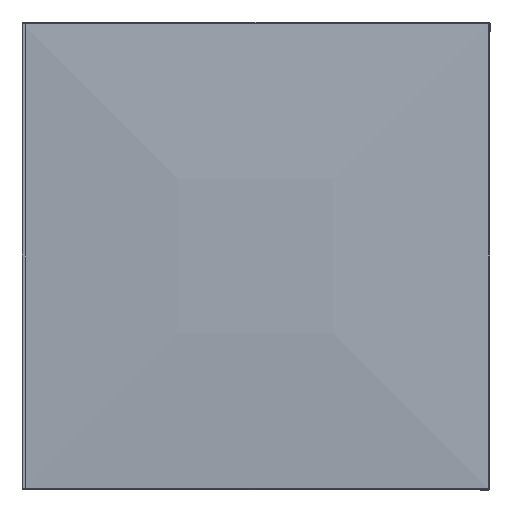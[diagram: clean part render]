
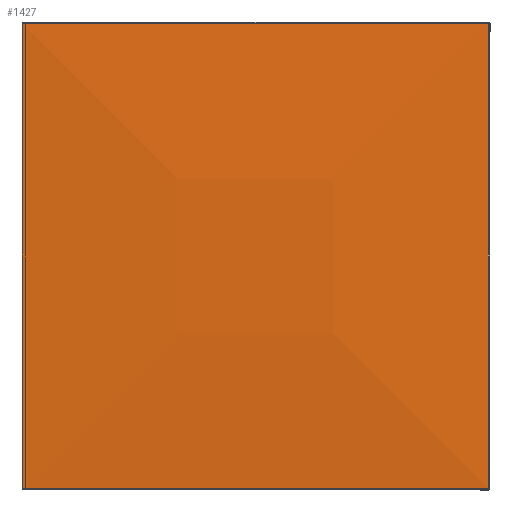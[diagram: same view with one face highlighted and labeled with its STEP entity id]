
A CAD part, left-side view. The second image highlights one B-rep face of the part: STEP entity #1427.
In plain terms, the highlighted free-form (B-spline) face has degree [3, 3] with [4, 4] control points.
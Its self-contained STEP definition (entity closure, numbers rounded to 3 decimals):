
#23 = CARTESIAN_POINT ( 'NONE',  ( -1., 0.208, 1.25 ) ) ;
#50 = CARTESIAN_POINT ( 'NONE',  ( -1.044, -0.208, 0.417 ) ) ;
#53 = CARTESIAN_POINT ( 'NONE',  ( -1., 0.625, 1.245 ) ) ;
#150 = CARTESIAN_POINT ( 'NONE',  ( -1., 0.208, 0. ) ) ;
#184 = EDGE_LOOP ( 'NONE', ( #761, #401, #328, #1180 ) ) ;
#262 = EDGE_CURVE ( 'NONE', #1543, #1774, #1129, .T. ) ;
#315 = CARTESIAN_POINT ( 'NONE',  ( -1.001, 0.21, 1.246 ) ) ;
#328 = ORIENTED_EDGE ( 'NONE', *, *, #606, .F. ) ;
#351 = EDGE_CURVE ( 'NONE', #641, #1543, #880, .T. ) ;
#401 = ORIENTED_EDGE ( 'NONE', *, *, #351, .F. ) ;
#432 = CARTESIAN_POINT ( 'NONE',  ( -1., 0.625, 0.625 ) ) ;
#445 = CARTESIAN_POINT ( 'NONE',  ( -1., 0.625, 0.417 ) ) ;
#508 = CARTESIAN_POINT ( 'NONE',  ( -1., -0.62, 0.005 ) ) ;
#526 =( BOUNDED_CURVE ( )  B_SPLINE_CURVE ( 3, ( #1168, #315, #723, #1321 ),
 .UNSPECIFIED., .F., .T. ) 
 B_SPLINE_CURVE_WITH_KNOTS ( ( 4, 4 ),
 ( 0., 1. ),
 .UNSPECIFIED. ) 
 CURVE ( )  GEOMETRIC_REPRESENTATION_ITEM ( )  RATIONAL_B_SPLINE_CURVE ( ( 1., 1., 1., 1. ) ) 
 REPRESENTATION_ITEM ( '' )  );
#587 = CARTESIAN_POINT ( 'NONE',  ( -1.001, -0.205, 0.004 ) ) ;
#606 = EDGE_CURVE ( 'NONE', #1172, #641, #526, .T. ) ;
#609 = CARTESIAN_POINT ( 'NONE',  ( -1.044, 0.208, 0.833 ) ) ;
#618 = CARTESIAN_POINT ( 'NONE',  ( -1., -0.62, 0.005 ) ) ;
#641 = VERTEX_POINT ( 'NONE', #1331 ) ;
#716 = CARTESIAN_POINT ( 'NONE',  ( -1.044, 0.208, 0.417 ) ) ;
#723 = CARTESIAN_POINT ( 'NONE',  ( -1.001, -0.205, 1.246 ) ) ;
#724 = CARTESIAN_POINT ( 'NONE',  ( -1., -0.625, 0.833 ) ) ;
#761 = ORIENTED_EDGE ( 'NONE', *, *, #262, .F. ) ;
#846 = CARTESIAN_POINT ( 'NONE',  ( -1., -0.62, 0.005 ) ) ;
#859 = CARTESIAN_POINT ( 'NONE',  ( -1., -0.625, 0. ) ) ;
#868 = VECTOR ( 'NONE', #1139, 1000. ) ;
#878 = FACE_OUTER_BOUND ( 'NONE', #184, .T. ) ;
#880 = B_SPLINE_CURVE_WITH_KNOTS ( 'NONE', 3,
 ( #1068, #914, #1641, #508 ),
 .UNSPECIFIED., .F., .F.,
 ( 4, 4 ),
 ( 0., 1. ),
 .UNSPECIFIED. ) ;
#889 = CARTESIAN_POINT ( 'NONE',  ( -1.001, 0.21, 0.004 ) ) ;
#914 = CARTESIAN_POINT ( 'NONE',  ( -1.001, -0.621, 0.832 ) ) ;
#1013 = CARTESIAN_POINT ( 'NONE',  ( -1., -0.208, 0. ) ) ;
#1026 = CARTESIAN_POINT ( 'NONE',  ( -1., -0.625, 1.25 ) ) ;
#1068 = CARTESIAN_POINT ( 'NONE',  ( -1., -0.62, 1.245 ) ) ;
#1072 = EDGE_CURVE ( 'NONE', #1774, #1172, #1155, .T. ) ;
#1125 = B_SPLINE_SURFACE_WITH_KNOTS ( 'NONE', 3, 3, ( 
 ( #1720, #150, #1013, #859 ),
 ( #445, #716, #50, #1566 ),
 ( #1712, #609, #1178, #724 ),
 ( #1296, #23, #1741, #1026 ) ),
 .UNSPECIFIED., .F., .F., .F.,
 ( 4, 4 ),
 ( 4, 4 ),
 ( 0., 1. ),
 ( 0., 1. ),
 .UNSPECIFIED. ) ;
#1129 = B_SPLINE_CURVE_WITH_KNOTS ( 'NONE', 3,
 ( #618, #587, #889, #1743 ),
 .UNSPECIFIED., .F., .F.,
 ( 4, 4 ),
 ( 0., 1. ),
 .UNSPECIFIED. ) ;
#1139 = DIRECTION ( 'NONE',  ( 0., 0., 1. ) ) ;
#1155 = LINE ( 'NONE', #432, #868 ) ;
#1168 = CARTESIAN_POINT ( 'NONE',  ( -1., 0.625, 1.245 ) ) ;
#1172 = VERTEX_POINT ( 'NONE', #53 ) ;
#1178 = CARTESIAN_POINT ( 'NONE',  ( -1.044, -0.208, 0.833 ) ) ;
#1180 = ORIENTED_EDGE ( 'NONE', *, *, #1072, .F. ) ;
#1296 = CARTESIAN_POINT ( 'NONE',  ( -1., 0.625, 1.25 ) ) ;
#1321 = CARTESIAN_POINT ( 'NONE',  ( -1., -0.62, 1.245 ) ) ;
#1331 = CARTESIAN_POINT ( 'NONE',  ( -1., -0.62, 1.245 ) ) ;
#1427 = ADVANCED_FACE ( 'NONE', ( #878 ), #1125, .F. ) ;
#1543 = VERTEX_POINT ( 'NONE', #846 ) ;
#1566 = CARTESIAN_POINT ( 'NONE',  ( -1., -0.625, 0.417 ) ) ;
#1641 = CARTESIAN_POINT ( 'NONE',  ( -1.001, -0.621, 0.418 ) ) ;
#1645 = CARTESIAN_POINT ( 'NONE',  ( -1., 0.625, 0.005 ) ) ;
#1712 = CARTESIAN_POINT ( 'NONE',  ( -1., 0.625, 0.833 ) ) ;
#1720 = CARTESIAN_POINT ( 'NONE',  ( -1., 0.625, 0. ) ) ;
#1741 = CARTESIAN_POINT ( 'NONE',  ( -1., -0.208, 1.25 ) ) ;
#1743 = CARTESIAN_POINT ( 'NONE',  ( -1., 0.625, 0.005 ) ) ;
#1774 = VERTEX_POINT ( 'NONE', #1645 ) ;
